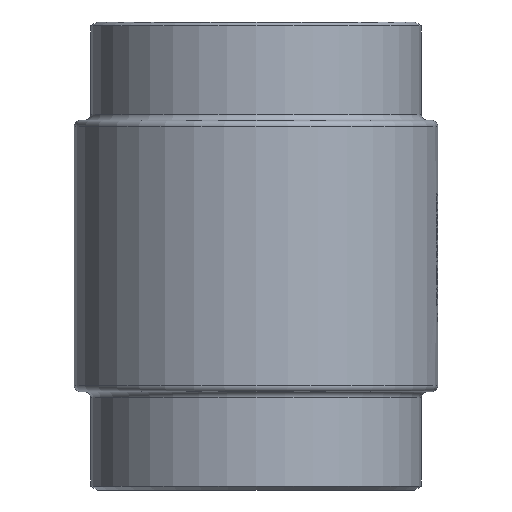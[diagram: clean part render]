
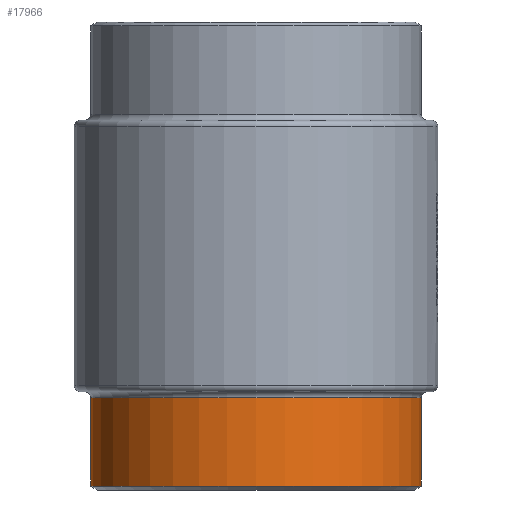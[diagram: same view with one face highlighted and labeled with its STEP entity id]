
A CAD part, front view. The second image highlights one B-rep face of the part: STEP entity #17966.
In plain terms, the highlighted cylindrical face has radius 84.15 mm (diameter 168.3 mm), a partial arc.
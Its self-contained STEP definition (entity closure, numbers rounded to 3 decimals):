
#525 = CARTESIAN_POINT ( 'NONE',  ( -84.15, 0., -235.979 ) ) ;
#1518 = ORIENTED_EDGE ( 'NONE', *, *, #4046, .T. ) ;
#1851 = EDGE_CURVE ( 'NONE', #21500, #21610, #14915, .T. ) ;
#2637 = DIRECTION ( 'NONE',  ( 1., 0., 0. ) ) ;
#2650 = CARTESIAN_POINT ( 'NONE',  ( 84.15, 0., -238. ) ) ;
#2888 = CIRCLE ( 'NONE', #21473, 84.15 ) ;
#2929 = ORIENTED_EDGE ( 'NONE', *, *, #1851, .T. ) ;
#4046 = EDGE_CURVE ( 'NONE', #21610, #6084, #2888, .T. ) ;
#4379 = VERTEX_POINT ( 'NONE', #23070 ) ;
#6084 = VERTEX_POINT ( 'NONE', #22952 ) ;
#6166 = DIRECTION ( 'NONE',  ( 0., 0., -1. ) ) ;
#6941 = CARTESIAN_POINT ( 'NONE',  ( 0., 0., -235.979 ) ) ;
#7440 = EDGE_CURVE ( 'NONE', #4379, #6084, #18627, .T. ) ;
#7690 = DIRECTION ( 'NONE',  ( 1., 0., 0. ) ) ;
#11731 = DIRECTION ( 'NONE',  ( 0., 0., -1. ) ) ;
#11993 = CYLINDRICAL_SURFACE ( 'NONE', #13721, 84.15 ) ;
#13716 = CARTESIAN_POINT ( 'NONE',  ( 0., 0., -191. ) ) ;
#13721 = AXIS2_PLACEMENT_3D ( 'NONE', #15750, #11731, #7690 ) ;
#14915 = LINE ( 'NONE', #16862, #23866 ) ;
#15408 = EDGE_LOOP ( 'NONE', ( #15589, #2929, #1518, #27196 ) ) ;
#15589 = ORIENTED_EDGE ( 'NONE', *, *, #17767, .T. ) ;
#15750 = CARTESIAN_POINT ( 'NONE',  ( 0., 0., -238. ) ) ;
#16184 = DIRECTION ( 'NONE',  ( 0., 0., -1. ) ) ;
#16862 = CARTESIAN_POINT ( 'NONE',  ( -84.15, 0., -238. ) ) ;
#17622 = DIRECTION ( 'NONE',  ( 0., 0., 1. ) ) ;
#17767 = EDGE_CURVE ( 'NONE', #4379, #21500, #26535, .T. ) ;
#17966 = ADVANCED_FACE ( 'NONE', ( #18219 ), #11993, .T. ) ;
#18219 = FACE_OUTER_BOUND ( 'NONE', #15408, .T. ) ;
#18295 = CARTESIAN_POINT ( 'NONE',  ( -84.15, 0., -191. ) ) ;
#18566 = VECTOR ( 'NONE', #19294, 1000. ) ;
#18627 = LINE ( 'NONE', #2650, #18566 ) ;
#19294 = DIRECTION ( 'NONE',  ( 0., 0., -1. ) ) ;
#21473 = AXIS2_PLACEMENT_3D ( 'NONE', #6941, #17622, #2637 ) ;
#21500 = VERTEX_POINT ( 'NONE', #18295 ) ;
#21610 = VERTEX_POINT ( 'NONE', #525 ) ;
#22090 = AXIS2_PLACEMENT_3D ( 'NONE', #13716, #16184, #26834 ) ;
#22952 = CARTESIAN_POINT ( 'NONE',  ( 84.15, 0., -235.979 ) ) ;
#23070 = CARTESIAN_POINT ( 'NONE',  ( 84.15, 0., -191. ) ) ;
#23866 = VECTOR ( 'NONE', #6166, 1000. ) ;
#26535 = CIRCLE ( 'NONE', #22090, 84.15 ) ;
#26834 = DIRECTION ( 'NONE',  ( 1., 0., 0. ) ) ;
#27196 = ORIENTED_EDGE ( 'NONE', *, *, #7440, .F. ) ;
